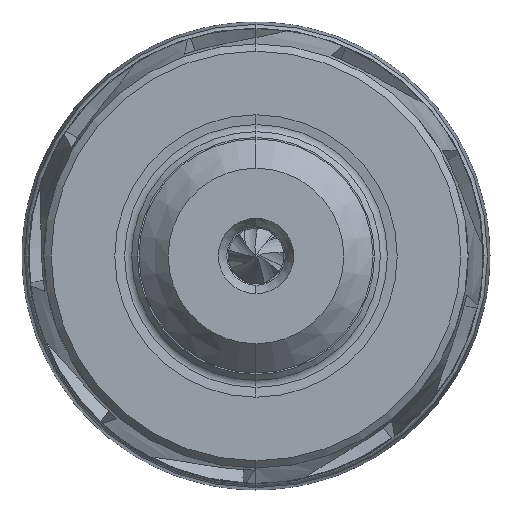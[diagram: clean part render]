
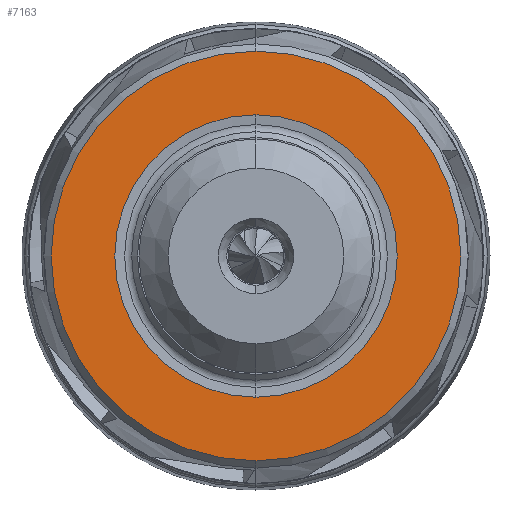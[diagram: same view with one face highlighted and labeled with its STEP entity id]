
A CAD part, left-side view. The second image highlights one B-rep face of the part: STEP entity #7163.
In plain terms, the highlighted planar face has unit normal (-1, 0, 0).
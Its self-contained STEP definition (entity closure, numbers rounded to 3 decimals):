
#80 = CIRCLE ( 'NONE', #168, 14. ) ;
#93 = AXIS2_PLACEMENT_3D ( 'NONE', #2455, #2456, #2457 ) ;
#143 = CIRCLE ( 'NONE', #222, 9.653 ) ;
#168 = AXIS2_PLACEMENT_3D ( 'NONE', #3510, #3511, #3512 ) ;
#186 = CIRCLE ( 'NONE', #93, 14. ) ;
#222 = AXIS2_PLACEMENT_3D ( 'NONE', #2292, #2293, #2294 ) ;
#267 = AXIS2_PLACEMENT_3D ( 'NONE', #6167, #6166, #6174 ) ;
#386 = EDGE_LOOP ( 'NONE', ( #5182, #7358 ) ) ;
#1238 = CARTESIAN_POINT ( 'NONE',  ( -34.55, 0., -14. ) ) ;
#1256 = CARTESIAN_POINT ( 'NONE',  ( -34.55, 0., 14. ) ) ;
#1651 = CARTESIAN_POINT ( 'NONE',  ( -34.55, 0., 0. ) ) ;
#1652 = DIRECTION ( 'NONE',  ( 1., 0., 0. ) ) ;
#1653 = DIRECTION ( 'NONE',  ( 0., 0., -1. ) ) ;
#2292 = CARTESIAN_POINT ( 'NONE',  ( -34.55, 0., 0. ) ) ;
#2293 = DIRECTION ( 'NONE',  ( 1., 0., 0. ) ) ;
#2294 = DIRECTION ( 'NONE',  ( 0., 0., -1. ) ) ;
#2455 = CARTESIAN_POINT ( 'NONE',  ( -34.55, 0., 0. ) ) ;
#2456 = DIRECTION ( 'NONE',  ( 1., 0., 0. ) ) ;
#2457 = DIRECTION ( 'NONE',  ( 0., 0., -1. ) ) ;
#3413 = CIRCLE ( 'NONE', #3466, 9.653 ) ;
#3466 = AXIS2_PLACEMENT_3D ( 'NONE', #1651, #1652, #1653 ) ;
#3510 = CARTESIAN_POINT ( 'NONE',  ( -34.55, 0., 0. ) ) ;
#3511 = DIRECTION ( 'NONE',  ( 1., 0., 0. ) ) ;
#3512 = DIRECTION ( 'NONE',  ( 0., 0., -1. ) ) ;
#4043 = EDGE_LOOP ( 'NONE', ( #5191, #5188 ) ) ;
#4314 = VERTEX_POINT ( 'NONE', #4513 ) ;
#4316 = VERTEX_POINT ( 'NONE', #4515 ) ;
#4513 = CARTESIAN_POINT ( 'NONE',  ( -34.55, 0., -9.653 ) ) ;
#4515 = CARTESIAN_POINT ( 'NONE',  ( -34.55, 0., 9.653 ) ) ;
#5182 = ORIENTED_EDGE ( 'NONE', *, *, #6642, .F. ) ;
#5188 = ORIENTED_EDGE ( 'NONE', *, *, #6481, .T. ) ;
#5191 = ORIENTED_EDGE ( 'NONE', *, *, #7033, .T. ) ;
#5765 = VERTEX_POINT ( 'NONE', #1238 ) ;
#5783 = VERTEX_POINT ( 'NONE', #1256 ) ;
#6166 = DIRECTION ( 'NONE',  ( -1., 0., 0. ) ) ;
#6167 = CARTESIAN_POINT ( 'NONE',  ( -34.55, 9.653, 0. ) ) ;
#6169 = FACE_BOUND ( 'NONE', #4043, .T. ) ;
#6171 = FACE_OUTER_BOUND ( 'NONE', #386, .T. ) ;
#6172 = PLANE ( 'NONE',  #267 ) ;
#6174 = DIRECTION ( 'NONE',  ( 0., 0., 1. ) ) ;
#6481 = EDGE_CURVE ( 'NONE', #4314, #4316, #143, .T. ) ;
#6519 = EDGE_CURVE ( 'NONE', #5783, #5765, #186, .T. ) ;
#6642 = EDGE_CURVE ( 'NONE', #5765, #5783, #80, .T. ) ;
#7033 = EDGE_CURVE ( 'NONE', #4316, #4314, #3413, .T. ) ;
#7163 = ADVANCED_FACE ( 'NONE', ( #6169, #6171 ), #6172, .T. ) ;
#7358 = ORIENTED_EDGE ( 'NONE', *, *, #6519, .F. ) ;
